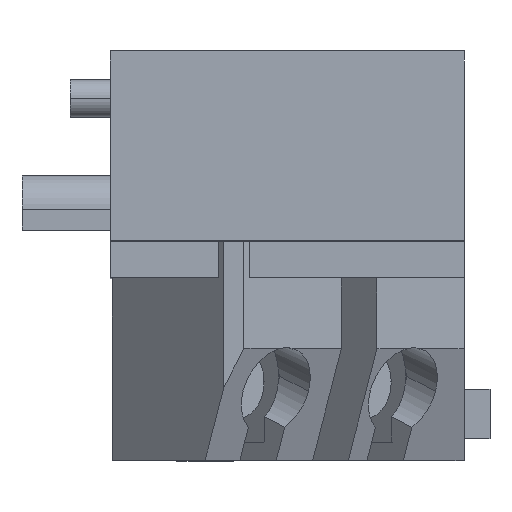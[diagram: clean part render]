
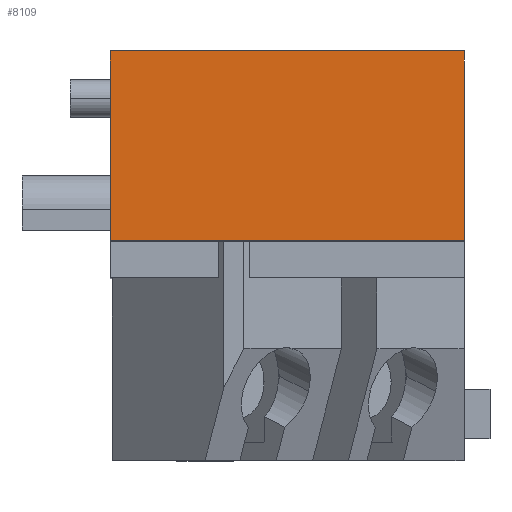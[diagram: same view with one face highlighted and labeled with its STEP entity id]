
A CAD part, top view. The second image highlights one B-rep face of the part: STEP entity #8109.
In plain terms, the highlighted planar face has unit normal (0, 0, 1).
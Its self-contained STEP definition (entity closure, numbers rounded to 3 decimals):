
#7626=CARTESIAN_POINT('POINT4956',(24.638,-9.931,20.193)
   );
#7627=VERTEX_POINT('VERTEX4956',#7626);
#7634=CARTESIAN_POINT('POINT4957',(0.,-9.931,20.193));
#7635=VERTEX_POINT('VERTEX4957',#7634);
#7636=CARTESIAN_POINT('POS8680',(12.319,-9.931,20.193));
#7637=DIRECTION('DIR11953',(1.,0.,0.));
#7638=VECTOR('VEC5407',#7637,25.4);
#7639=LINE('STRAIGHT5407',#7636,#7638);
#7640=EDGE_CURVE('EDGE7593',#7635,#7627,#7639,.T.);
#8057=CARTESIAN_POINT('POINT4979',(24.638,3.302,20.193));
#8058=VERTEX_POINT('VERTEX4979',#8057);
#8065=CARTESIAN_POINT('POS8726',(24.638,-4.966,20.193));
#8066=DIRECTION('DIR12019',(0.,1.,0.));
#8067=VECTOR('VEC5433',#8066,25.4);
#8068=LINE('STRAIGHT5433',#8065,#8067);
#8069=EDGE_CURVE('EDGE7634',#7627,#8058,#8068,.T.);
#8086=CARTESIAN_POINT('POINT4980',(0.,3.302,
   20.193));
#8087=VERTEX_POINT('VERTEX4980',#8086);
#8088=CARTESIAN_POINT('POS8728',(0.,-4.966,20.193));
#8089=DIRECTION('DIR12022',(0.,-1.,0.));
#8090=VECTOR('VEC5434',#8089,25.4);
#8091=LINE('STRAIGHT5434',#8088,#8090);
#8092=EDGE_CURVE('EDGE7635',#8087,#7635,#8091,.T.);
#8093=ORIENTED_EDGE('COEDGE15262',*,*,#8092,.T.);
#8094=ORIENTED_EDGE('COEDGE15263',*,*,#7640,.T.);
#8095=ORIENTED_EDGE('COEDGE15264',*,*,#8069,.T.);
#8096=CARTESIAN_POINT('POS8729',(0.,3.302,
   20.193));
#8097=DIRECTION('DIR12023',(1.,0.,
   0.));
#8098=VECTOR('VEC5435',#8097,25.4);
#8099=LINE('STRAIGHT5435',#8096,#8098);
#8100=EDGE_CURVE('EDGE7636',#8087,#8058,#8099,.T.);
#8101=ORIENTED_EDGE('COEDGE15265',*,*,#8100,.F.);
#8102=EDGE_LOOP('NONE',(#8093,#8094,#8095,#8101));
#8103=FACE_BOUND('LOOP1',#8102,.T.);
#8104=CARTESIAN_POINT('POS8730',(12.319,-4.966,20.193));
#8105=DIRECTION('DIR12024',(0.,0.,-1.));
#8106=DIRECTION('DIR12025',(1.,0.,0.));
#8107=AXIS2_PLACEMENT_3D('AXIS3295',#8104,#8105,#8106);
#8108=PLANE('PLANE1751',#8107);
#8109=ADVANCED_FACE('FACE2759',(#8103),#8108,.F.);
